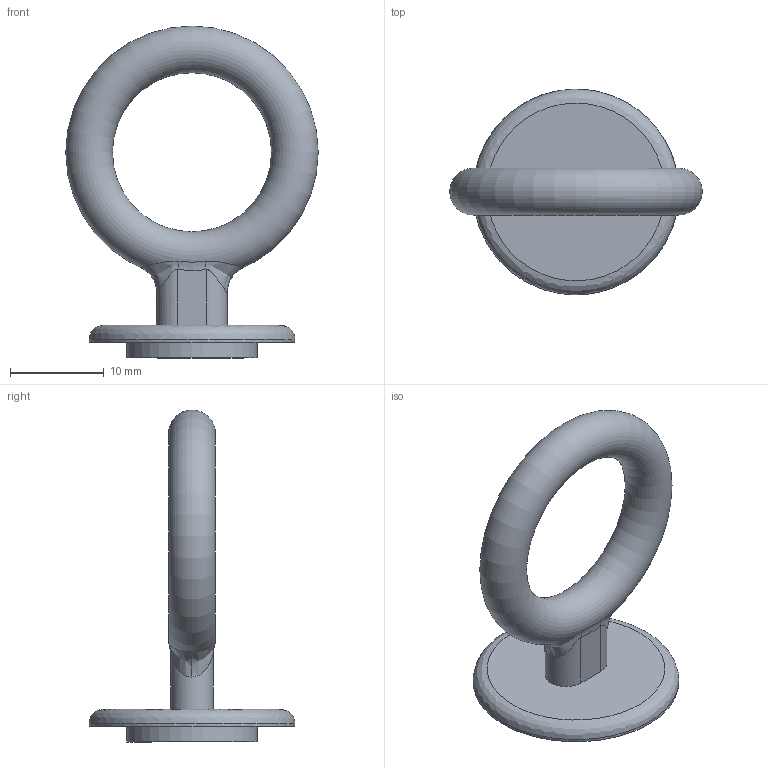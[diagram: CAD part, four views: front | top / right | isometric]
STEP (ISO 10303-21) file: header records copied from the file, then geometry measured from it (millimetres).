
FILE_DESCRIPTION(/* description */ (''),/* implementation_level */ '2;1');
FILE_NAME(/* name */ '0cfa4555-8378-4c1f-a497-42e466cb2cf7.stp',/* time_stamp */ '2020-01-16T17:21:47+00:00',/* author */ (''),/* organization */ (''),/* preprocessor_version */ 'ST-DEVELOPER v18',/* originating_system */ 'Autodesk Translation Framework v8.12.0.6',/* authorisation */ '');
FILE_SCHEMA (('AUTOMOTIVE_DESIGN { 1 0 10303 214 3 1 1 }'));
Length unit declared in the file: millimetre
Products named in the file (2): Hook Small; Small Hook
Assembly tree (1 placements, depth 2):
  Hook Small
    Small Hook
Bounding box: 27 x 22 x 35.5 mm (x, y, z)
Volume: 2436.8 mm3; surface area: 2056.6 mm2
Topology: 1 solids, 1 shells, 17 faces, 36 edges, 22 vertices
Faces by surface type: bspline 7, plane 5, cylinder 4, torus 1
Full cylindrical faces by diameter (mm): 14 x1, 22 x1
Entity records: 688 total; most frequent: CARTESIAN_POINT 300, ORIENTED_EDGE 72, DIRECTION 70, EDGE_CURVE 36, AXIS2_PLACEMENT_3D 31, VERTEX_POINT 22, EDGE_LOOP 20, FACE_OUTER_BOUND 17
